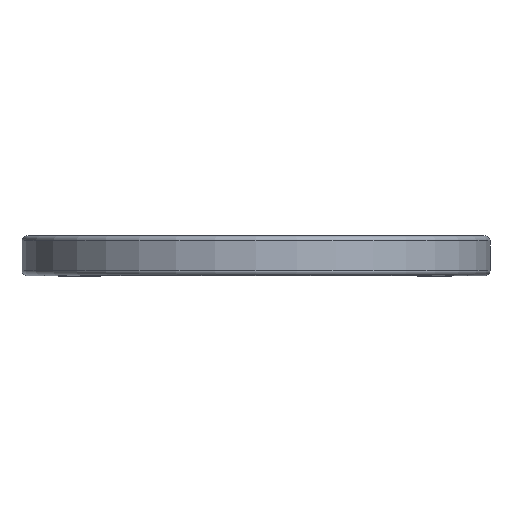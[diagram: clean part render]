
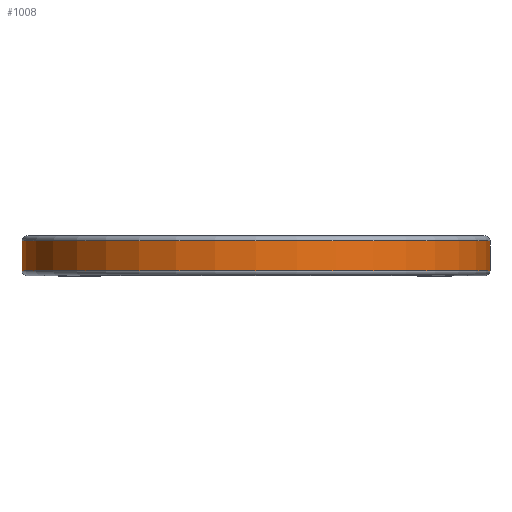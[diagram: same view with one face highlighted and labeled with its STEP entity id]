
A CAD part, front view. The second image highlights one B-rep face of the part: STEP entity #1008.
In plain terms, the highlighted cylindrical face has radius 142.5 mm (diameter 285 mm), a full revolution.
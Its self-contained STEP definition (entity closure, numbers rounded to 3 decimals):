
#260=CYLINDRICAL_SURFACE('',#9727,142.5);
#1008=ADVANCED_FACE('',(#3070,#3071),#260,.T.);
#2821=CIRCLE('',#9614,142.5);
#2910=CIRCLE('',#9726,142.5);
#3070=FACE_BOUND('',#3318,.T.);
#3071=FACE_BOUND('',#3319,.T.);
#3318=EDGE_LOOP('',(#4622));
#3319=EDGE_LOOP('',(#4623));
#4622=ORIENTED_EDGE('',*,*,#8038,.T.);
#4623=ORIENTED_EDGE('',*,*,#8127,.T.);
#7034=VERTEX_POINT('',#15454);
#7079=VERTEX_POINT('',#15611);
#8038=EDGE_CURVE('',#7034,#7034,#2821,.T.);
#8127=EDGE_CURVE('',#7079,#7079,#2910,.T.);
#9614=AXIS2_PLACEMENT_3D('',#15453,#10858,#10859);
#9726=AXIS2_PLACEMENT_3D('',#15610,#11082,#11083);
#9727=AXIS2_PLACEMENT_3D('',#15612,#11084,#11085);
#10858=DIRECTION('',(0.,0.,1.));
#10859=DIRECTION('',(-1.,0.,0.));
#11082=DIRECTION('',(0.,0.,-1.));
#11083=DIRECTION('',(1.,0.,0.));
#11084=DIRECTION('',(0.,0.,1.));
#11085=DIRECTION('',(-1.,0.,0.));
#15453=CARTESIAN_POINT('',(1514.,0.,3.));
#15454=CARTESIAN_POINT('',(1371.5,0.,3.));
#15610=CARTESIAN_POINT('',(1514.,0.,21.2));
#15611=CARTESIAN_POINT('',(1656.5,0.,21.2));
#15612=CARTESIAN_POINT('',(1514.,0.,0.));
